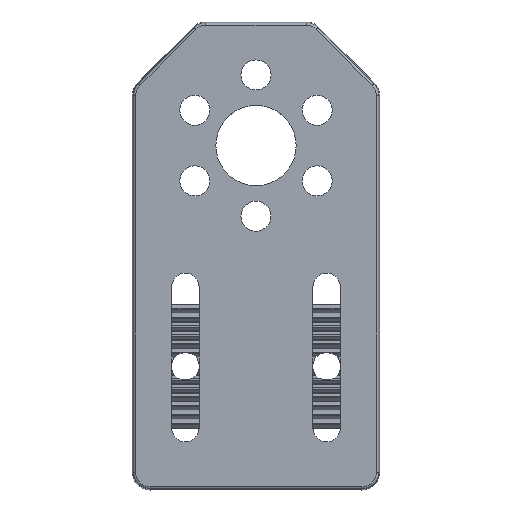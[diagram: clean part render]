
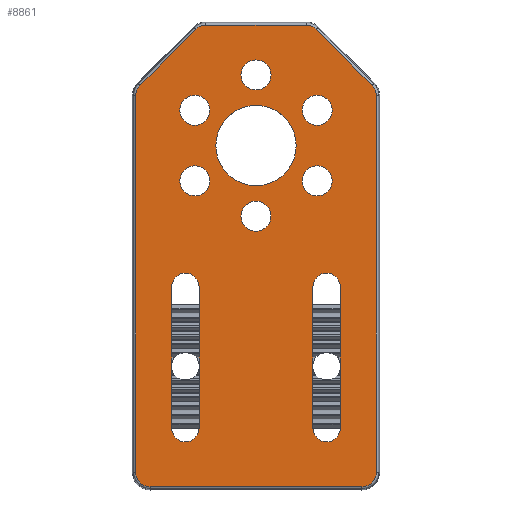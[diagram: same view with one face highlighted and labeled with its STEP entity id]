
A CAD part, top view. The second image highlights one B-rep face of the part: STEP entity #8861.
In plain terms, the highlighted planar face has unit normal (0, 0, 1).
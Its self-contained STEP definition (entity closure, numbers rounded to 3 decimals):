
#83=FACE_BOUND('',#1025,.T.);
#84=FACE_BOUND('',#1026,.T.);
#85=FACE_BOUND('',#1027,.T.);
#86=FACE_BOUND('',#1028,.T.);
#87=FACE_BOUND('',#1029,.T.);
#88=FACE_BOUND('',#1030,.T.);
#89=FACE_BOUND('',#1031,.T.);
#90=FACE_BOUND('',#1032,.T.);
#91=FACE_BOUND('',#1033,.T.);
#145=PLANE('',#9410);
#557=FACE_OUTER_BOUND('',#1024,.T.);
#1024=EDGE_LOOP('',(#6269,#6270,#6271,#6272,#6273,#6274,#6275,#6276,#6277,
#6278,#6279,#6280));
#1025=EDGE_LOOP('',(#6281,#6282,#6283,#6284));
#1026=EDGE_LOOP('',(#6285,#6286,#6287,#6288));
#1027=EDGE_LOOP('',(#6289));
#1028=EDGE_LOOP('',(#6290));
#1029=EDGE_LOOP('',(#6291));
#1030=EDGE_LOOP('',(#6292));
#1031=EDGE_LOOP('',(#6293));
#1032=EDGE_LOOP('',(#6294));
#1033=EDGE_LOOP('',(#6295));
#1513=LINE('',#12657,#2578);
#1515=LINE('',#12669,#2580);
#1517=LINE('',#12681,#2582);
#1519=LINE('',#12693,#2584);
#1521=LINE('',#12705,#2586);
#1522=LINE('',#12713,#2587);
#1535=LINE('',#12744,#2600);
#1536=LINE('',#12745,#2601);
#1537=LINE('',#12747,#2602);
#1538=LINE('',#12749,#2603);
#2578=VECTOR('',#10173,24.);
#2580=VECTOR('',#10187,42.672);
#2582=VECTOR('',#10201,8.95);
#2584=VECTOR('',#10215,11.343);
#2586=VECTOR('',#10229,8.95);
#2587=VECTOR('',#10240,42.672);
#2600=VECTOR('',#10273,16.);
#2601=VECTOR('',#10274,16.);
#2602=VECTOR('',#10275,16.);
#2603=VECTOR('',#10276,16.);
#3622=CIRCLE('',#9314,1.55);
#3631=CIRCLE('',#9333,1.55);
#3640=CIRCLE('',#9351,1.55);
#3648=CIRCLE('',#9367,1.63);
#3654=CIRCLE('',#9375,1.63);
#3658=CIRCLE('',#9381,1.63);
#3662=CIRCLE('',#9387,1.63);
#3666=CIRCLE('',#9393,1.63);
#3670=CIRCLE('',#9399,1.63);
#3674=CIRCLE('',#9411,1.55);
#3675=CIRCLE('',#9412,1.7);
#3676=CIRCLE('',#9413,1.7);
#3677=CIRCLE('',#9414,1.7);
#3678=CIRCLE('',#9415,1.7);
#3679=CIRCLE('',#9416,1.7);
#3680=CIRCLE('',#9417,1.7);
#3681=CIRCLE('',#9418,4.55);
#3880=VERTEX_POINT('',#12509);
#3881=VERTEX_POINT('',#12511);
#3904=VERTEX_POINT('',#12560);
#3905=VERTEX_POINT('',#12562);
#3926=VERTEX_POINT('',#12608);
#3927=VERTEX_POINT('',#12610);
#3940=VERTEX_POINT('',#12645);
#3941=VERTEX_POINT('',#12647);
#3943=VERTEX_POINT('',#12653);
#3945=VERTEX_POINT('',#12659);
#3947=VERTEX_POINT('',#12665);
#3949=VERTEX_POINT('',#12671);
#3951=VERTEX_POINT('',#12677);
#3953=VERTEX_POINT('',#12683);
#3955=VERTEX_POINT('',#12689);
#3957=VERTEX_POINT('',#12695);
#3959=VERTEX_POINT('',#12701);
#3961=VERTEX_POINT('',#12707);
#3971=VERTEX_POINT('',#12746);
#3972=VERTEX_POINT('',#12748);
#3973=VERTEX_POINT('',#12751);
#3974=VERTEX_POINT('',#12753);
#3975=VERTEX_POINT('',#12755);
#3976=VERTEX_POINT('',#12757);
#3977=VERTEX_POINT('',#12759);
#3978=VERTEX_POINT('',#12761);
#3979=VERTEX_POINT('',#12763);
#4769=EDGE_CURVE('',#3881,#3880,#3622,.T.);
#4794=EDGE_CURVE('',#3905,#3904,#3631,.T.);
#4818=EDGE_CURVE('',#3927,#3926,#3640,.T.);
#4836=EDGE_CURVE('',#3940,#3941,#3648,.T.);
#4841=EDGE_CURVE('',#3941,#3943,#1513,.T.);
#4844=EDGE_CURVE('',#3943,#3945,#3654,.T.);
#4847=EDGE_CURVE('',#3945,#3947,#1515,.T.);
#4850=EDGE_CURVE('',#3947,#3949,#3658,.T.);
#4853=EDGE_CURVE('',#3949,#3951,#1517,.T.);
#4856=EDGE_CURVE('',#3951,#3953,#3662,.T.);
#4859=EDGE_CURVE('',#3953,#3955,#1519,.T.);
#4862=EDGE_CURVE('',#3955,#3957,#3666,.T.);
#4865=EDGE_CURVE('',#3957,#3959,#1521,.T.);
#4868=EDGE_CURVE('',#3959,#3961,#3670,.T.);
#4869=EDGE_CURVE('',#3961,#3940,#1522,.T.);
#4885=EDGE_CURVE('',#3880,#3905,#1535,.T.);
#4886=EDGE_CURVE('',#3904,#3881,#1536,.T.);
#4887=EDGE_CURVE('',#3971,#3927,#1537,.T.);
#4888=EDGE_CURVE('',#3926,#3972,#1538,.T.);
#4889=EDGE_CURVE('',#3972,#3971,#3674,.T.);
#4890=EDGE_CURVE('',#3973,#3973,#3675,.T.);
#4891=EDGE_CURVE('',#3974,#3974,#3676,.T.);
#4892=EDGE_CURVE('',#3975,#3975,#3677,.T.);
#4893=EDGE_CURVE('',#3976,#3976,#3678,.T.);
#4894=EDGE_CURVE('',#3977,#3977,#3679,.T.);
#4895=EDGE_CURVE('',#3978,#3978,#3680,.T.);
#4896=EDGE_CURVE('',#3979,#3979,#3681,.T.);
#6269=ORIENTED_EDGE('',*,*,#4836,.F.);
#6270=ORIENTED_EDGE('',*,*,#4869,.F.);
#6271=ORIENTED_EDGE('',*,*,#4868,.F.);
#6272=ORIENTED_EDGE('',*,*,#4865,.F.);
#6273=ORIENTED_EDGE('',*,*,#4862,.F.);
#6274=ORIENTED_EDGE('',*,*,#4859,.F.);
#6275=ORIENTED_EDGE('',*,*,#4856,.F.);
#6276=ORIENTED_EDGE('',*,*,#4853,.F.);
#6277=ORIENTED_EDGE('',*,*,#4850,.F.);
#6278=ORIENTED_EDGE('',*,*,#4847,.F.);
#6279=ORIENTED_EDGE('',*,*,#4844,.F.);
#6280=ORIENTED_EDGE('',*,*,#4841,.F.);
#6281=ORIENTED_EDGE('',*,*,#4885,.T.);
#6282=ORIENTED_EDGE('',*,*,#4794,.T.);
#6283=ORIENTED_EDGE('',*,*,#4886,.T.);
#6284=ORIENTED_EDGE('',*,*,#4769,.T.);
#6285=ORIENTED_EDGE('',*,*,#4887,.T.);
#6286=ORIENTED_EDGE('',*,*,#4818,.T.);
#6287=ORIENTED_EDGE('',*,*,#4888,.T.);
#6288=ORIENTED_EDGE('',*,*,#4889,.T.);
#6289=ORIENTED_EDGE('',*,*,#4890,.T.);
#6290=ORIENTED_EDGE('',*,*,#4891,.T.);
#6291=ORIENTED_EDGE('',*,*,#4892,.T.);
#6292=ORIENTED_EDGE('',*,*,#4893,.T.);
#6293=ORIENTED_EDGE('',*,*,#4894,.T.);
#6294=ORIENTED_EDGE('',*,*,#4895,.T.);
#6295=ORIENTED_EDGE('',*,*,#4896,.T.);
#8861=ADVANCED_FACE('',(#557,#83,#84,#85,#86,#87,#88,#89,#90,#91),#145,
 .T.);
#9314=AXIS2_PLACEMENT_3D('',#12512,#10033,#10034);
#9333=AXIS2_PLACEMENT_3D('',#12563,#10079,#10080);
#9351=AXIS2_PLACEMENT_3D('',#12611,#10123,#10124);
#9367=AXIS2_PLACEMENT_3D('',#12648,#10162,#10163);
#9375=AXIS2_PLACEMENT_3D('',#12663,#10180,#10181);
#9381=AXIS2_PLACEMENT_3D('',#12675,#10194,#10195);
#9387=AXIS2_PLACEMENT_3D('',#12687,#10208,#10209);
#9393=AXIS2_PLACEMENT_3D('',#12699,#10222,#10223);
#9399=AXIS2_PLACEMENT_3D('',#12711,#10236,#10237);
#9410=AXIS2_PLACEMENT_3D('',#12743,#10271,#10272);
#9411=AXIS2_PLACEMENT_3D('',#12750,#10277,#10278);
#9412=AXIS2_PLACEMENT_3D('',#12752,#10279,#10280);
#9413=AXIS2_PLACEMENT_3D('',#12754,#10281,#10282);
#9414=AXIS2_PLACEMENT_3D('',#12756,#10283,#10284);
#9415=AXIS2_PLACEMENT_3D('',#12758,#10285,#10286);
#9416=AXIS2_PLACEMENT_3D('',#12760,#10287,#10288);
#9417=AXIS2_PLACEMENT_3D('',#12762,#10289,#10290);
#9418=AXIS2_PLACEMENT_3D('',#12764,#10291,#10292);
#10033=DIRECTION('center_axis',(0.,0.,-1.));
#10034=DIRECTION('ref_axis',(1.,0.,0.));
#10079=DIRECTION('center_axis',(0.,0.,-1.));
#10080=DIRECTION('ref_axis',(-1.,0.,0.));
#10123=DIRECTION('center_axis',(0.,0.,-1.));
#10124=DIRECTION('ref_axis',(-1.,0.,0.));
#10162=DIRECTION('center_axis',(0.,0.,-1.));
#10163=DIRECTION('ref_axis',(0.707,-0.707,0.));
#10173=DIRECTION('',(-1.,0.,0.));
#10180=DIRECTION('center_axis',(0.,0.,-1.));
#10181=DIRECTION('ref_axis',(-0.707,-0.707,0.));
#10187=DIRECTION('',(0.,1.,0.));
#10194=DIRECTION('center_axis',(0.,0.,-1.));
#10195=DIRECTION('ref_axis',(-0.924,0.383,0.));
#10201=DIRECTION('',(0.707,0.707,0.));
#10208=DIRECTION('center_axis',(0.,0.,-1.));
#10209=DIRECTION('ref_axis',(-0.383,0.924,0.));
#10215=DIRECTION('',(1.,0.,0.));
#10222=DIRECTION('center_axis',(0.,0.,-1.));
#10223=DIRECTION('ref_axis',(0.383,0.924,0.));
#10229=DIRECTION('',(0.707,-0.707,0.));
#10236=DIRECTION('center_axis',(0.,0.,-1.));
#10237=DIRECTION('ref_axis',(0.924,0.383,0.));
#10240=DIRECTION('',(0.,-1.,0.));
#10271=DIRECTION('center_axis',(0.,0.,1.));
#10272=DIRECTION('ref_axis',(1.,0.,0.));
#10273=DIRECTION('',(0.,1.,0.));
#10274=DIRECTION('',(0.,-1.,0.));
#10275=DIRECTION('',(0.,1.,0.));
#10276=DIRECTION('',(0.,-1.,0.));
#10277=DIRECTION('center_axis',(0.,0.,-1.));
#10278=DIRECTION('ref_axis',(1.,0.,0.));
#10279=DIRECTION('center_axis',(0.,0.,-1.));
#10280=DIRECTION('ref_axis',(1.,0.,0.));
#10281=DIRECTION('center_axis',(0.,0.,-1.));
#10282=DIRECTION('ref_axis',(1.,0.,0.));
#10283=DIRECTION('center_axis',(0.,0.,-1.));
#10284=DIRECTION('ref_axis',(1.,0.,0.));
#10285=DIRECTION('center_axis',(0.,0.,-1.));
#10286=DIRECTION('ref_axis',(1.,0.,0.));
#10287=DIRECTION('center_axis',(0.,0.,-1.));
#10288=DIRECTION('ref_axis',(1.,0.,0.));
#10289=DIRECTION('center_axis',(0.,0.,-1.));
#10290=DIRECTION('ref_axis',(1.,0.,0.));
#10291=DIRECTION('center_axis',(0.,0.,-1.));
#10292=DIRECTION('ref_axis',(-1.,0.,0.));
#12509=CARTESIAN_POINT('',(6.45,-32.,3.));
#12511=CARTESIAN_POINT('',(9.55,-32.,3.));
#12512=CARTESIAN_POINT('Origin',(8.,-32.,3.));
#12560=CARTESIAN_POINT('',(9.55,-16.,3.));
#12562=CARTESIAN_POINT('',(6.45,-16.,3.));
#12563=CARTESIAN_POINT('Origin',(8.,-16.,3.));
#12608=CARTESIAN_POINT('',(-6.45,-16.,3.));
#12610=CARTESIAN_POINT('',(-9.55,-16.,3.));
#12611=CARTESIAN_POINT('Origin',(-8.,-16.,3.));
#12645=CARTESIAN_POINT('',(13.63,-37.,3.));
#12647=CARTESIAN_POINT('',(12.,-38.63,3.));
#12648=CARTESIAN_POINT('Origin',(12.,-37.,3.));
#12653=CARTESIAN_POINT('',(-12.,-38.63,3.));
#12657=CARTESIAN_POINT('',(12.,-38.63,3.));
#12659=CARTESIAN_POINT('',(-13.63,-37.,3.));
#12663=CARTESIAN_POINT('Origin',(-12.,-37.,3.));
#12665=CARTESIAN_POINT('',(-13.63,5.672,3.));
#12669=CARTESIAN_POINT('',(-13.63,-37.,3.));
#12671=CARTESIAN_POINT('',(-13.152,6.824,3.));
#12675=CARTESIAN_POINT('Origin',(-12.,5.672,3.));
#12677=CARTESIAN_POINT('',(-6.824,13.152,3.));
#12681=CARTESIAN_POINT('',(-13.152,6.824,3.));
#12683=CARTESIAN_POINT('',(-5.672,13.63,3.));
#12687=CARTESIAN_POINT('Origin',(-5.672,12.,3.));
#12689=CARTESIAN_POINT('',(5.672,13.63,3.));
#12693=CARTESIAN_POINT('',(-5.672,13.63,3.));
#12695=CARTESIAN_POINT('',(6.824,13.152,3.));
#12699=CARTESIAN_POINT('Origin',(5.672,12.,3.));
#12701=CARTESIAN_POINT('',(13.152,6.824,3.));
#12705=CARTESIAN_POINT('',(6.824,13.152,3.));
#12707=CARTESIAN_POINT('',(13.63,5.672,3.));
#12711=CARTESIAN_POINT('Origin',(12.,5.672,3.));
#12713=CARTESIAN_POINT('',(13.63,5.672,3.));
#12743=CARTESIAN_POINT('Origin',(0.,-12.5,3.));
#12744=CARTESIAN_POINT('',(6.45,-32.,3.));
#12745=CARTESIAN_POINT('',(9.55,-16.,3.));
#12746=CARTESIAN_POINT('',(-9.55,-32.,3.));
#12747=CARTESIAN_POINT('',(-9.55,-32.,3.));
#12748=CARTESIAN_POINT('',(-6.45,-32.,3.));
#12749=CARTESIAN_POINT('',(-6.45,-16.,3.));
#12750=CARTESIAN_POINT('Origin',(-8.,-32.,3.));
#12751=CARTESIAN_POINT('',(-8.628,4.,3.));
#12752=CARTESIAN_POINT('Origin',(-6.928,4.,3.));
#12753=CARTESIAN_POINT('',(-8.628,-4.,3.));
#12754=CARTESIAN_POINT('Origin',(-6.928,-4.,3.));
#12755=CARTESIAN_POINT('',(5.228,4.,3.));
#12756=CARTESIAN_POINT('Origin',(6.928,4.,3.));
#12757=CARTESIAN_POINT('',(-1.7,-8.,3.));
#12758=CARTESIAN_POINT('Origin',(0.,-8.,3.));
#12759=CARTESIAN_POINT('',(-1.7,8.,3.));
#12760=CARTESIAN_POINT('Origin',(0.,8.,3.));
#12761=CARTESIAN_POINT('',(5.228,-4.,3.));
#12762=CARTESIAN_POINT('Origin',(6.928,-4.,3.));
#12763=CARTESIAN_POINT('',(4.55,0.,3.));
#12764=CARTESIAN_POINT('Origin',(0.,0.,3.));
